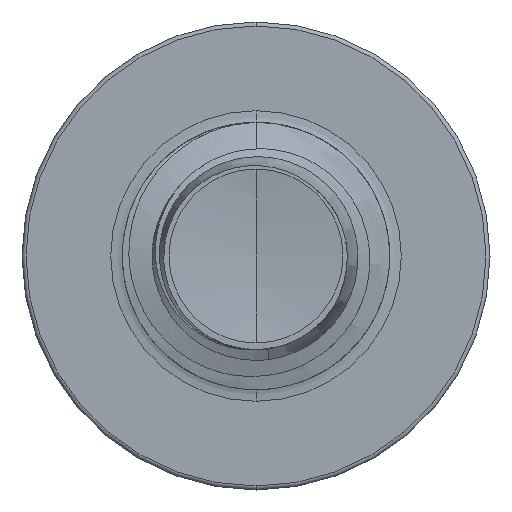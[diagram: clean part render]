
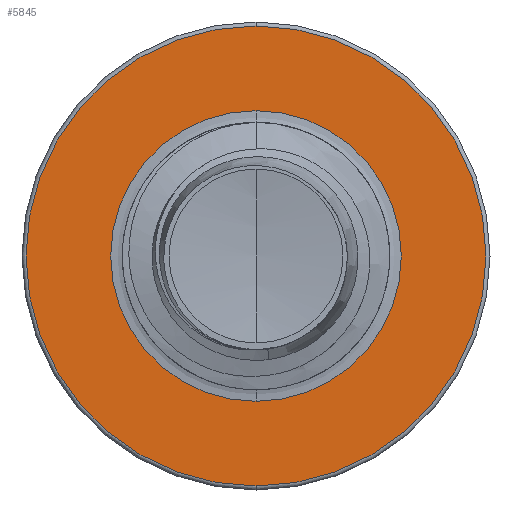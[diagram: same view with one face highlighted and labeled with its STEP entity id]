
A CAD part, front view. The second image highlights one B-rep face of the part: STEP entity #5845.
In plain terms, the highlighted planar face has unit normal (0, -1, 0).
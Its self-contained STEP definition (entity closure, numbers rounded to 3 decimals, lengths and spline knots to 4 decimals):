
#1612 = DIRECTION ( 'NONE',  ( 0., 1., 0. ) ) ;
#1844 = CIRCLE ( 'NONE', #10205, 2.1736 ) ;
#2122 = ORIENTED_EDGE ( 'NONE', *, *, #16366, .F. ) ;
#3455 = DIRECTION ( 'NONE',  ( 0., 1., 0. ) ) ;
#3781 = DIRECTION ( 'NONE',  ( 0., 1., 0. ) ) ;
#4624 = VERTEX_POINT ( 'NONE', #8367 ) ;
#5845 = ADVANCED_FACE ( 'NONE', ( #19144, #13834 ), #25232, .F. ) ;
#5964 = DIRECTION ( 'NONE',  ( 0., 1., 0. ) ) ;
#6066 = CIRCLE ( 'NONE', #8940, 3.44 ) ;
#6190 = EDGE_CURVE ( 'NONE', #16927, #4624, #16625, .T. ) ;
#6882 = CARTESIAN_POINT ( 'NONE',  ( 0., 12.5, 3.44 ) ) ;
#7151 = AXIS2_PLACEMENT_3D ( 'NONE', #17829, #5964, #19839 ) ;
#7813 = AXIS2_PLACEMENT_3D ( 'NONE', #13511, #1612, #15520 ) ;
#8367 = CARTESIAN_POINT ( 'NONE',  ( 0., 12.5, -2.1736 ) ) ;
#8940 = AXIS2_PLACEMENT_3D ( 'NONE', #15651, #3781, #17663 ) ;
#9322 = ORIENTED_EDGE ( 'NONE', *, *, #25763, .T. ) ;
#9543 = CARTESIAN_POINT ( 'NONE',  ( 0., 12.5, 0. ) ) ;
#10205 = AXIS2_PLACEMENT_3D ( 'NONE', #9543, #23451, #11510 ) ;
#10382 = CARTESIAN_POINT ( 'NONE',  ( 0., 12.5, 2.1736 ) ) ;
#11510 = DIRECTION ( 'NONE',  ( 0., 0., 1. ) ) ;
#12286 = EDGE_CURVE ( 'NONE', #12942, #13903, #6066, .T. ) ;
#12942 = VERTEX_POINT ( 'NONE', #24847 ) ;
#13511 = CARTESIAN_POINT ( 'NONE',  ( 0., 12.5, 0. ) ) ;
#13834 = FACE_BOUND ( 'NONE', #16462, .T. ) ;
#13903 = VERTEX_POINT ( 'NONE', #6882 ) ;
#15033 = EDGE_LOOP ( 'NONE', ( #2122, #22391 ) ) ;
#15334 = CARTESIAN_POINT ( 'NONE',  ( 0., 12.5, -2.1736 ) ) ;
#15520 = DIRECTION ( 'NONE',  ( 0., 0., 1. ) ) ;
#15612 = CIRCLE ( 'NONE', #7813, 3.44 ) ;
#15651 = CARTESIAN_POINT ( 'NONE',  ( 0., 12.5, 0. ) ) ;
#16366 = EDGE_CURVE ( 'NONE', #13903, #12942, #15612, .T. ) ;
#16462 = EDGE_LOOP ( 'NONE', ( #24065, #9322 ) ) ;
#16625 = CIRCLE ( 'NONE', #7151, 2.1736 ) ;
#16927 = VERTEX_POINT ( 'NONE', #10382 ) ;
#17345 = DIRECTION ( 'NONE',  ( 0., 0., 1. ) ) ;
#17663 = DIRECTION ( 'NONE',  ( 0., 0., 1. ) ) ;
#17829 = CARTESIAN_POINT ( 'NONE',  ( 0., 12.5, 0. ) ) ;
#19144 = FACE_OUTER_BOUND ( 'NONE', #15033, .T. ) ;
#19612 = AXIS2_PLACEMENT_3D ( 'NONE', #15334, #3455, #17345 ) ;
#19839 = DIRECTION ( 'NONE',  ( 0., 0., 1. ) ) ;
#22391 = ORIENTED_EDGE ( 'NONE', *, *, #12286, .F. ) ;
#23451 = DIRECTION ( 'NONE',  ( 0., 1., 0. ) ) ;
#24065 = ORIENTED_EDGE ( 'NONE', *, *, #6190, .T. ) ;
#24847 = CARTESIAN_POINT ( 'NONE',  ( 0., 12.5, -3.44 ) ) ;
#25232 = PLANE ( 'NONE',  #19612 ) ;
#25763 = EDGE_CURVE ( 'NONE', #4624, #16927, #1844, .T. ) ;
